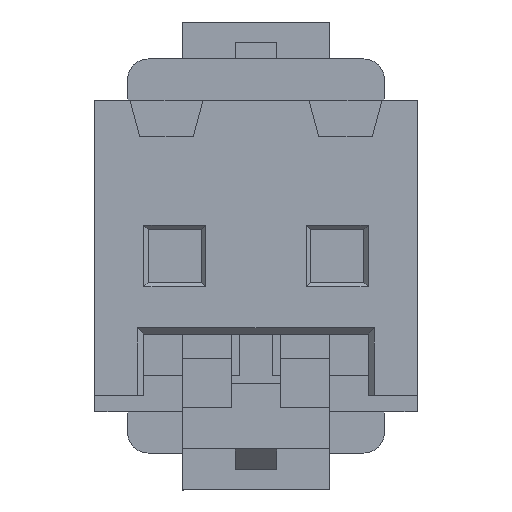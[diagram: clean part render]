
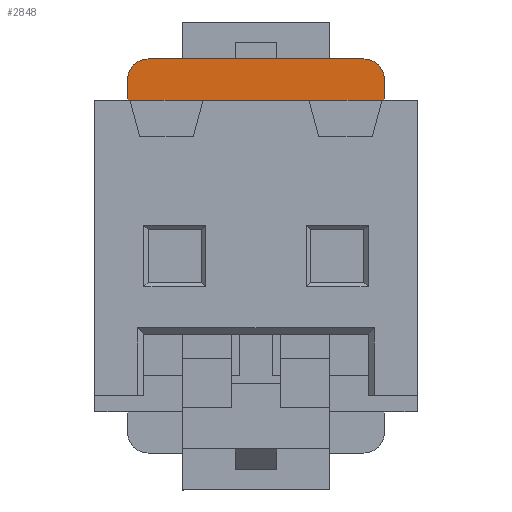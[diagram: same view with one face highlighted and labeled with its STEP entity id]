
A CAD part, front view. The second image highlights one B-rep face of the part: STEP entity #2848.
In plain terms, the highlighted face is planar.
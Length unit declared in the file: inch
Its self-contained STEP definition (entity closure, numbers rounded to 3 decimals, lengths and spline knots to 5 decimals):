
#74 = EDGE_CURVE ( 'NONE', #1451, #1730, #2608, .T. ) ;
#101 = EDGE_LOOP ( 'NONE', ( #2449, #2445, #3100, #466, #1506, #2128 ) ) ;
#130 = VERTEX_POINT ( 'NONE', #605 ) ;
#272 = CIRCLE ( 'NONE', #2284, 0.01969 ) ;
#279 = DIRECTION ( 'NONE',  ( 0., 0., -1. ) ) ;
#321 = DIRECTION ( 'NONE',  ( 0., 0., 1. ) ) ;
#354 = CARTESIAN_POINT ( 'NONE',  ( -0.10354, 0.03937, -0.16929 ) ) ;
#366 = VECTOR ( 'NONE', #279, 39.37008 ) ;
#375 = CARTESIAN_POINT ( 'NONE',  ( -0.12323, 0.03937, -0.16929 ) ) ;
#428 = AXIS2_PLACEMENT_3D ( 'NONE', #567, #2587, #321 ) ;
#447 = DIRECTION ( 'NONE',  ( -1., 0., 0. ) ) ;
#466 = ORIENTED_EDGE ( 'NONE', *, *, #74, .F. ) ;
#567 = CARTESIAN_POINT ( 'NONE',  ( 0., 0.03937, -0.02756 ) ) ;
#605 = CARTESIAN_POINT ( 'NONE',  ( 0.12323, 0.03937, -0.14961 ) ) ;
#651 = DIRECTION ( 'NONE',  ( 0., -1., 0. ) ) ;
#781 = CARTESIAN_POINT ( 'NONE',  ( 0.12323, 0.03937, -0.18898 ) ) ;
#804 = DIRECTION ( 'NONE',  ( 0., -1., 0. ) ) ;
#902 = CARTESIAN_POINT ( 'NONE',  ( 0.10354, 0.03937, -0.16929 ) ) ;
#956 = CARTESIAN_POINT ( 'NONE',  ( 0.10354, 0.03937, -0.18898 ) ) ;
#1316 = VECTOR ( 'NONE', #2049, 39.37008 ) ;
#1381 = CARTESIAN_POINT ( 'NONE',  ( -0.10354, 0.03937, -0.18898 ) ) ;
#1420 = EDGE_CURVE ( 'NONE', #2737, #130, #2918, .T. ) ;
#1451 = VERTEX_POINT ( 'NONE', #956 ) ;
#1460 = CARTESIAN_POINT ( 'NONE',  ( -0.12323, 0.03937, -0.14961 ) ) ;
#1493 = VECTOR ( 'NONE', #447, 39.37008 ) ;
#1506 = ORIENTED_EDGE ( 'NONE', *, *, #1892, .T. ) ;
#1563 = CARTESIAN_POINT ( 'NONE',  ( 0.12323, 0.03937, -0.16929 ) ) ;
#1674 = DIRECTION ( 'NONE',  ( 0., 0., -1. ) ) ;
#1730 = VERTEX_POINT ( 'NONE', #1563 ) ;
#1771 = CARTESIAN_POINT ( 'NONE',  ( -0.12323, 0.03937, -0.18898 ) ) ;
#1815 = AXIS2_PLACEMENT_3D ( 'NONE', #902, #651, #1674 ) ;
#1892 = EDGE_CURVE ( 'NONE', #1451, #2689, #2640, .T. ) ;
#1944 = EDGE_CURVE ( 'NONE', #3221, #2737, #2283, .T. ) ;
#2049 = DIRECTION ( 'NONE',  ( 0., 0., 1. ) ) ;
#2128 = ORIENTED_EDGE ( 'NONE', *, *, #2391, .F. ) ;
#2283 = LINE ( 'NONE', #1771, #1316 ) ;
#2284 = AXIS2_PLACEMENT_3D ( 'NONE', #354, #804, #2921 ) ;
#2312 = FACE_OUTER_BOUND ( 'NONE', #101, .T. ) ;
#2391 = EDGE_CURVE ( 'NONE', #3221, #2689, #272, .T. ) ;
#2441 = DIRECTION ( 'NONE',  ( 1., 0., 0. ) ) ;
#2445 = ORIENTED_EDGE ( 'NONE', *, *, #1420, .T. ) ;
#2449 = ORIENTED_EDGE ( 'NONE', *, *, #1944, .T. ) ;
#2484 = VECTOR ( 'NONE', #2441, 39.37008 ) ;
#2562 = EDGE_CURVE ( 'NONE', #130, #1730, #2751, .T. ) ;
#2587 = DIRECTION ( 'NONE',  ( 0., 1., 0. ) ) ;
#2608 = CIRCLE ( 'NONE', #1815, 0.01969 ) ;
#2640 = LINE ( 'NONE', #2707, #1493 ) ;
#2689 = VERTEX_POINT ( 'NONE', #1381 ) ;
#2707 = CARTESIAN_POINT ( 'NONE',  ( 0.12323, 0.03937, -0.18898 ) ) ;
#2737 = VERTEX_POINT ( 'NONE', #1460 ) ;
#2751 = LINE ( 'NONE', #781, #366 ) ;
#2848 = ADVANCED_FACE ( 'NONE', ( #2312 ), #3101, .T. ) ;
#2918 = LINE ( 'NONE', #3239, #2484 ) ;
#2921 = DIRECTION ( 'NONE',  ( 0., 0., -1. ) ) ;
#3100 = ORIENTED_EDGE ( 'NONE', *, *, #2562, .T. ) ;
#3101 = PLANE ( 'NONE',  #428 ) ;
#3221 = VERTEX_POINT ( 'NONE', #375 ) ;
#3239 = CARTESIAN_POINT ( 'NONE',  ( 0.12323, 0.03937, -0.14961 ) ) ;
